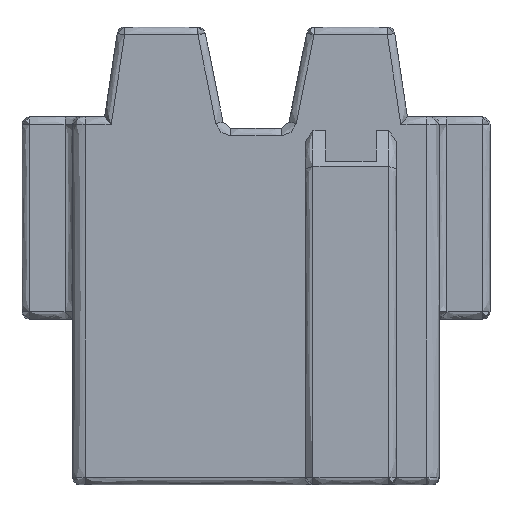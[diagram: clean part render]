
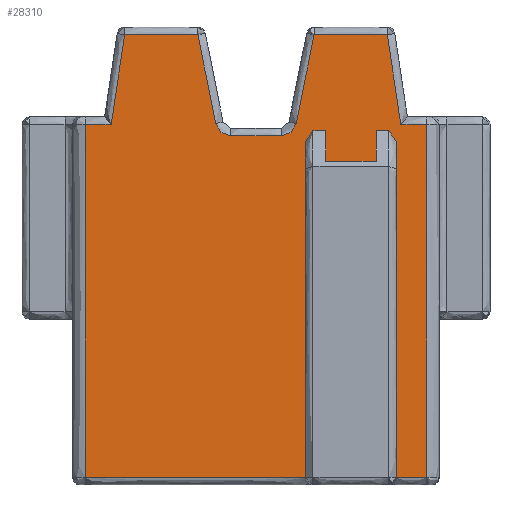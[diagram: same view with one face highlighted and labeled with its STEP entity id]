
A CAD part, front view. The second image highlights one B-rep face of the part: STEP entity #28310.
In plain terms, the highlighted free-form (B-spline) face has degree [1, 1] with [2, 2] control points.
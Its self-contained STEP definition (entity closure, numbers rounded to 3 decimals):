
#47=CARTESIAN_POINT('',(32.05,-7.61,3.5));
#48=VERTEX_POINT('',#47);
#157=CARTESIAN_POINT('',(28.45,-7.61,3.5));
#158=VERTEX_POINT('',#157);
#17267=CARTESIAN_POINT('',(32.05,-7.61,16.776));
#17268=VERTEX_POINT('',#17267);
#17269=CARTESIAN_POINT('',(32.05,-7.61,3.5));
#17270=CARTESIAN_POINT('',(32.05,-7.61,16.776));
#17271=B_SPLINE_CURVE_WITH_KNOTS('',1,(#17269,#17270),.POLYLINE_FORM.,.F.,.U.,(2,2),(0.,1.),.UNSPECIFIED.);
#17272=EDGE_CURVE('',#48,#17268,#17271,.T.);
#17438=CARTESIAN_POINT('',(28.45,-7.61,16.776));
#17439=VERTEX_POINT('',#17438);
#17445=CARTESIAN_POINT('',(28.45,-7.61,16.776));
#17446=CARTESIAN_POINT('',(28.45,-7.61,3.5));
#17447=B_SPLINE_CURVE_WITH_KNOTS('',1,(#17445,#17446),.POLYLINE_FORM.,.F.,.U.,(2,2),(0.,1.),.UNSPECIFIED.);
#17448=EDGE_CURVE('',#17439,#158,#17447,.T.);
#19144=CARTESIAN_POINT('',(28.75,-7.61,17.2));
#19145=VERTEX_POINT('',#19144);
#19146=CARTESIAN_POINT('',(28.75,-7.61,17.2));
#19147=CARTESIAN_POINT('',(28.69,-7.61,17.2));
#19148=CARTESIAN_POINT('',(28.609,-7.61,17.16));
#19149=CARTESIAN_POINT('',(28.494,-7.61,17.033));
#19150=CARTESIAN_POINT('',(28.45,-7.61,16.896));
#19151=CARTESIAN_POINT('',(28.45,-7.61,16.776));
#19152=B_SPLINE_CURVE_WITH_KNOTS('',3,(#19146,#19147,#19148,#19149,#19150,#19151),.UNSPECIFIED.,.F.,.U.,(4,1,1,4),(0.,0.25,0.5,1.),.UNSPECIFIED.);
#19153=EDGE_CURVE('',#19145,#17439,#19152,.T.);
#19180=CARTESIAN_POINT('',(29.25,-7.61,17.2));
#19181=VERTEX_POINT('',#19180);
#19182=CARTESIAN_POINT('',(29.25,-7.61,17.2));
#19183=CARTESIAN_POINT('',(28.75,-7.61,17.2));
#19184=B_SPLINE_CURVE_WITH_KNOTS('',1,(#19182,#19183),.POLYLINE_FORM.,.F.,.U.,(2,2),(0.,1.),.UNSPECIFIED.);
#19185=EDGE_CURVE('',#19181,#19145,#19184,.T.);
#19189=CARTESIAN_POINT('',(31.75,-7.61,17.2));
#19190=VERTEX_POINT('',#19189);
#19196=CARTESIAN_POINT('',(31.25,-7.61,17.2));
#19197=VERTEX_POINT('',#19196);
#19198=CARTESIAN_POINT('',(31.75,-7.61,17.2));
#19199=CARTESIAN_POINT('',(31.25,-7.61,17.2));
#19200=B_SPLINE_CURVE_WITH_KNOTS('',1,(#19198,#19199),.POLYLINE_FORM.,.F.,.U.,(2,2),(0.,1.),.UNSPECIFIED.);
#19201=EDGE_CURVE('',#19190,#19197,#19200,.T.);
#19230=CARTESIAN_POINT('',(29.25,-7.61,16.));
#19231=VERTEX_POINT('',#19230);
#19237=CARTESIAN_POINT('',(29.25,-7.61,16.));
#19238=CARTESIAN_POINT('',(29.25,-7.61,17.2));
#19239=B_SPLINE_CURVE_WITH_KNOTS('',1,(#19237,#19238),.POLYLINE_FORM.,.F.,.U.,(2,2),(0.,1.),.UNSPECIFIED.);
#19240=EDGE_CURVE('',#19231,#19181,#19239,.T.);
#19251=CARTESIAN_POINT('',(31.25,-7.61,16.));
#19252=VERTEX_POINT('',#19251);
#19258=CARTESIAN_POINT('',(31.25,-7.61,16.));
#19259=CARTESIAN_POINT('',(29.25,-7.61,16.));
#19260=B_SPLINE_CURVE_WITH_KNOTS('',1,(#19258,#19259),.POLYLINE_FORM.,.F.,.U.,(2,2),(0.,1.),.UNSPECIFIED.);
#19261=EDGE_CURVE('',#19252,#19231,#19260,.T.);
#19273=CARTESIAN_POINT('',(31.25,-7.61,17.2));
#19274=CARTESIAN_POINT('',(31.25,-7.61,16.));
#19275=B_SPLINE_CURVE_WITH_KNOTS('',1,(#19273,#19274),.POLYLINE_FORM.,.F.,.U.,(2,2),(0.,1.),.UNSPECIFIED.);
#19276=EDGE_CURVE('',#19197,#19252,#19275,.T.);
#19302=CARTESIAN_POINT('',(32.05,-7.61,16.776));
#19303=CARTESIAN_POINT('',(32.05,-7.61,16.896));
#19304=CARTESIAN_POINT('',(32.006,-7.61,17.033));
#19305=CARTESIAN_POINT('',(31.891,-7.61,17.16));
#19306=CARTESIAN_POINT('',(31.81,-7.61,17.2));
#19307=CARTESIAN_POINT('',(31.75,-7.61,17.2));
#19308=B_SPLINE_CURVE_WITH_KNOTS('',3,(#19302,#19303,#19304,#19305,#19306,#19307),.UNSPECIFIED.,.F.,.U.,(4,1,1,4),(0.,0.5,0.75,1.),.UNSPECIFIED.);
#19309=EDGE_CURVE('',#17268,#19190,#19308,.T.);
#19344=CARTESIAN_POINT('',(28.796,-7.61,21.));
#19345=VERTEX_POINT('',#19344);
#19354=CARTESIAN_POINT('',(31.692,-7.61,21.));
#19355=VERTEX_POINT('',#19354);
#19356=CARTESIAN_POINT('',(28.796,-7.61,21.));
#19357=CARTESIAN_POINT('',(31.692,-7.61,21.));
#19358=B_SPLINE_CURVE_WITH_KNOTS('',1,(#19356,#19357),.POLYLINE_FORM.,.F.,.U.,(2,2),(0.,1.),.UNSPECIFIED.);
#19359=EDGE_CURVE('',#19345,#19355,#19358,.T.);
#19398=CARTESIAN_POINT('',(28.092,-7.61,17.482));
#19399=VERTEX_POINT('',#19398);
#19406=CARTESIAN_POINT('',(28.092,-7.61,17.482));
#19407=CARTESIAN_POINT('',(28.796,-7.61,21.));
#19408=B_SPLINE_CURVE_WITH_KNOTS('',1,(#19406,#19407),.POLYLINE_FORM.,.F.,.U.,(2,2),(0.,1.),.UNSPECIFIED.);
#19409=EDGE_CURVE('',#19399,#19345,#19408,.T.);
#19494=CARTESIAN_POINT('',(27.504,-7.61,17.));
#19495=VERTEX_POINT('',#19494);
#19502=CARTESIAN_POINT('',(27.504,-7.61,17.));
#19503=CARTESIAN_POINT('',(27.996,-7.61,17.));
#19504=CARTESIAN_POINT('',(28.092,-7.61,17.482));
#19505=(BOUNDED_CURVE()B_SPLINE_CURVE(2,(#19502,#19503,#19504),.CIRCULAR_ARC.,.F.,.U.)B_SPLINE_CURVE_WITH_KNOTS((3,3),(0.,1.),.UNSPECIFIED.)CURVE()GEOMETRIC_REPRESENTATION_ITEM()RATIONAL_B_SPLINE_CURVE((1.,0.773,1.))REPRESENTATION_ITEM(''));
#19506=EDGE_CURVE('',#19495,#19399,#19505,.T.);
#19528=CARTESIAN_POINT('',(25.496,-7.61,17.));
#19529=VERTEX_POINT('',#19528);
#19536=CARTESIAN_POINT('',(25.496,-7.61,17.));
#19537=CARTESIAN_POINT('',(27.504,-7.61,17.));
#19538=B_SPLINE_CURVE_WITH_KNOTS('',1,(#19536,#19537),.POLYLINE_FORM.,.F.,.U.,(2,2),(0.,1.),.UNSPECIFIED.);
#19539=EDGE_CURVE('',#19529,#19495,#19538,.T.);
#19578=CARTESIAN_POINT('',(24.908,-7.61,17.482));
#19579=VERTEX_POINT('',#19578);
#19586=CARTESIAN_POINT('',(24.908,-7.61,17.482));
#19587=CARTESIAN_POINT('',(25.004,-7.61,17.));
#19588=CARTESIAN_POINT('',(25.496,-7.61,17.));
#19589=(BOUNDED_CURVE()B_SPLINE_CURVE(2,(#19586,#19587,#19588),.CIRCULAR_ARC.,.F.,.U.)B_SPLINE_CURVE_WITH_KNOTS((3,3),(0.,1.),.UNSPECIFIED.)CURVE()GEOMETRIC_REPRESENTATION_ITEM()RATIONAL_B_SPLINE_CURVE((1.,0.773,1.))REPRESENTATION_ITEM(''));
#19590=EDGE_CURVE('',#19579,#19529,#19589,.T.);
#19629=CARTESIAN_POINT('',(24.204,-7.61,21.));
#19630=VERTEX_POINT('',#19629);
#19637=CARTESIAN_POINT('',(24.204,-7.61,21.));
#19638=CARTESIAN_POINT('',(24.908,-7.61,17.482));
#19639=B_SPLINE_CURVE_WITH_KNOTS('',1,(#19637,#19638),.POLYLINE_FORM.,.F.,.U.,(2,2),(0.,1.),.UNSPECIFIED.);
#19640=EDGE_CURVE('',#19630,#19579,#19639,.T.);
#19660=CARTESIAN_POINT('',(21.308,-7.61,21.));
#19661=VERTEX_POINT('',#19660);
#19662=CARTESIAN_POINT('',(21.308,-7.61,21.));
#19663=CARTESIAN_POINT('',(24.204,-7.61,21.));
#19664=B_SPLINE_CURVE_WITH_KNOTS('',1,(#19662,#19663),.POLYLINE_FORM.,.F.,.U.,(2,2),(0.,1.),.UNSPECIFIED.);
#19665=EDGE_CURVE('',#19661,#19630,#19664,.T.);
#26494=CARTESIAN_POINT('',(19.75,-7.61,3.5));
#26495=VERTEX_POINT('',#26494);
#26496=CARTESIAN_POINT('',(28.45,-7.61,3.5));
#26497=CARTESIAN_POINT('',(19.75,-7.61,3.5));
#26498=B_SPLINE_CURVE_WITH_KNOTS('',1,(#26496,#26497),.POLYLINE_FORM.,.F.,.U.,(2,2),(0.,0.946),.UNSPECIFIED.);
#26499=EDGE_CURVE('',#158,#26495,#26498,.T.);
#26548=CARTESIAN_POINT('',(33.25,-7.61,3.5));
#26549=VERTEX_POINT('',#26548);
#26562=CARTESIAN_POINT('',(33.25,-7.61,3.5));
#26563=CARTESIAN_POINT('',(32.05,-7.61,3.5));
#26564=B_SPLINE_CURVE_WITH_KNOTS('',1,(#26562,#26563),.POLYLINE_FORM.,.F.,.U.,(2,2),(0.,0.706),.UNSPECIFIED.);
#26565=EDGE_CURVE('',#26549,#48,#26564,.T.);
#28026=CARTESIAN_POINT('',(33.25,-7.61,17.45));
#28027=VERTEX_POINT('',#28026);
#28034=CARTESIAN_POINT('',(33.25,-7.61,17.45));
#28035=CARTESIAN_POINT('',(33.25,-7.61,3.5));
#28036=B_SPLINE_CURVE_WITH_KNOTS('',1,(#28034,#28035),.POLYLINE_FORM.,.F.,.U.,(2,2),(0.,0.979),.UNSPECIFIED.);
#28037=EDGE_CURVE('',#28027,#26549,#28036,.T.);
#28242=CARTESIAN_POINT('',(19.75,-7.61,17.45));
#28243=VERTEX_POINT('',#28242);
#28244=CARTESIAN_POINT('',(19.75,-7.61,3.5));
#28245=CARTESIAN_POINT('',(19.75,-7.61,17.45));
#28246=B_SPLINE_CURVE_WITH_KNOTS('',1,(#28244,#28245),.POLYLINE_FORM.,.F.,.U.,(2,2),(0.,0.979),.UNSPECIFIED.);
#28247=EDGE_CURVE('',#26495,#28243,#28246,.T.);
#28259=CARTESIAN_POINT('',(59.867,-7.61,47.713));
#28260=CARTESIAN_POINT('',(59.867,-7.61,-23.343));
#28261=CARTESIAN_POINT('',(-6.867,-7.61,47.713));
#28262=CARTESIAN_POINT('',(-6.867,-7.61,-23.343));
#28263=B_SPLINE_SURFACE_WITH_KNOTS('',1,1,((#28259,#28260),(#28261,#28262)),.PLANE_SURF.,.F.,.F.,.U.,(2,2),(2,2),(0.,1.),(0.,1.),.UNSPECIFIED.);
#28264=ORIENTED_EDGE('',*,*,#19359,.F.);
#28265=ORIENTED_EDGE('',*,*,#19409,.F.);
#28266=ORIENTED_EDGE('',*,*,#19506,.F.);
#28267=ORIENTED_EDGE('',*,*,#19539,.F.);
#28268=ORIENTED_EDGE('',*,*,#19590,.F.);
#28269=ORIENTED_EDGE('',*,*,#19640,.F.);
#28270=ORIENTED_EDGE('',*,*,#19665,.F.);
#28271=CARTESIAN_POINT('',(20.776,-7.61,17.45));
#28272=VERTEX_POINT('',#28271);
#28273=CARTESIAN_POINT('',(21.308,-7.61,21.));
#28274=CARTESIAN_POINT('',(20.776,-7.61,17.45));
#28275=B_SPLINE_CURVE_WITH_KNOTS('',1,(#28273,#28274),.POLYLINE_FORM.,.F.,.U.,(2,2),(0.,1.),.UNSPECIFIED.);
#28276=EDGE_CURVE('',#19661,#28272,#28275,.T.);
#28277=ORIENTED_EDGE('',*,*,#28276,.T.);
#28278=CARTESIAN_POINT('',(20.776,-7.61,17.45));
#28279=CARTESIAN_POINT('',(19.75,-7.61,17.45));
#28280=B_SPLINE_CURVE_WITH_KNOTS('',1,(#28278,#28279),.POLYLINE_FORM.,.F.,.U.,(2,2),(0.799,0.856),.UNSPECIFIED.);
#28281=EDGE_CURVE('',#28272,#28243,#28280,.T.);
#28282=ORIENTED_EDGE('',*,*,#28281,.T.);
#28283=ORIENTED_EDGE('',*,*,#28247,.F.);
#28284=ORIENTED_EDGE('',*,*,#26499,.F.);
#28285=ORIENTED_EDGE('',*,*,#17448,.F.);
#28286=ORIENTED_EDGE('',*,*,#19153,.F.);
#28287=ORIENTED_EDGE('',*,*,#19185,.F.);
#28288=ORIENTED_EDGE('',*,*,#19240,.F.);
#28289=ORIENTED_EDGE('',*,*,#19261,.F.);
#28290=ORIENTED_EDGE('',*,*,#19276,.F.);
#28291=ORIENTED_EDGE('',*,*,#19201,.F.);
#28292=ORIENTED_EDGE('',*,*,#19309,.F.);
#28293=ORIENTED_EDGE('',*,*,#17272,.F.);
#28294=ORIENTED_EDGE('',*,*,#26565,.F.);
#28295=ORIENTED_EDGE('',*,*,#28037,.F.);
#28296=CARTESIAN_POINT('',(32.224,-7.61,17.45));
#28297=VERTEX_POINT('',#28296);
#28298=CARTESIAN_POINT('',(33.25,-7.61,17.45));
#28299=CARTESIAN_POINT('',(32.224,-7.61,17.45));
#28300=B_SPLINE_CURVE_WITH_KNOTS('',1,(#28298,#28299),.POLYLINE_FORM.,.F.,.U.,(2,2),(0.118,0.165),.UNSPECIFIED.);
#28301=EDGE_CURVE('',#28027,#28297,#28300,.T.);
#28302=ORIENTED_EDGE('',*,*,#28301,.T.);
#28303=CARTESIAN_POINT('',(32.224,-7.61,17.45));
#28304=CARTESIAN_POINT('',(31.692,-7.61,21.));
#28305=B_SPLINE_CURVE_WITH_KNOTS('',1,(#28303,#28304),.POLYLINE_FORM.,.F.,.U.,(2,2),(0.,1.),.UNSPECIFIED.);
#28306=EDGE_CURVE('',#28297,#19355,#28305,.T.);
#28307=ORIENTED_EDGE('',*,*,#28306,.T.);
#28308=EDGE_LOOP('',(#28264,#28265,#28266,#28267,#28268,#28269,#28270,#28277,#28282,#28283,#28284,#28285,#28286,#28287,#28288,#28289,#28290,#28291,#28292,#28293,#28294,#28295,#28302,#28307));
#28309=FACE_OUTER_BOUND('',#28308,.T.);
#28310=ADVANCED_FACE('',(#28309),#28263,.T.);
